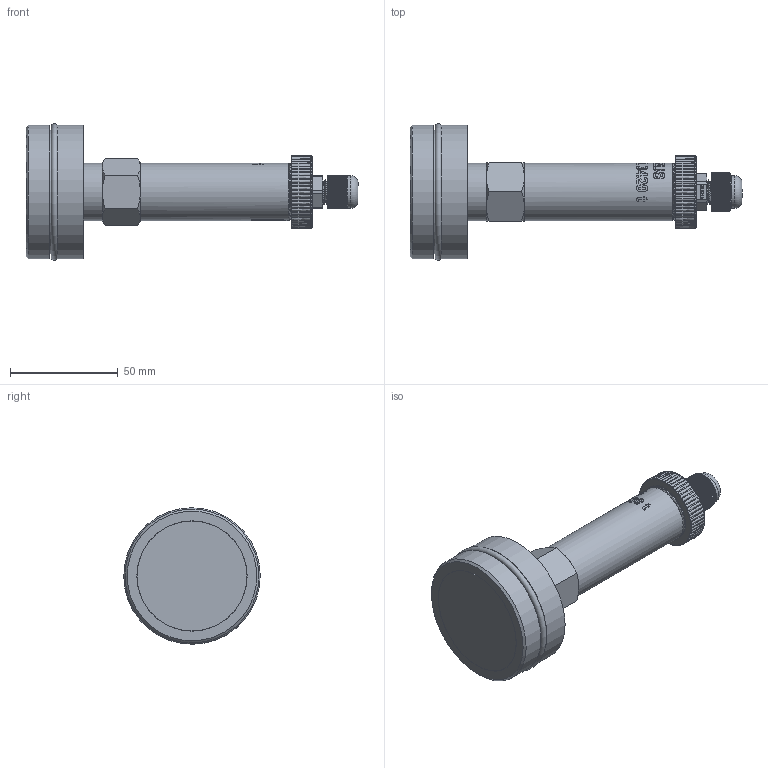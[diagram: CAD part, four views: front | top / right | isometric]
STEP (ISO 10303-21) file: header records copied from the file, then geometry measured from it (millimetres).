
FILE_DESCRIPTION(/* description */ (''),/* implementation_level */ '2;1');
FILE_NAME(/* name */ 'APZ3420t_G51_CableGland.step',/* time_stamp */ '2021-07-12T11:56:36+03:00',/* author */ (''),/* organization */ (''),/* preprocessor_version */ 'ST-DEVELOPER v18.1',/* originating_system */ 'Autodesk Translation Framework v10.9.0.1377',/* authorisation */ '');
FILE_SCHEMA (('AUTOMOTIVE_DESIGN { 1 0 10303 214 3 1 1 }'));
Products named in the file (8): АПЗ 3420 t -filled; OMAL nut M27x1.5 v8; M12x1.5 Cable gland v4; Cable gland; Rubber gasket; M12 Domed nut; Ш100.000.001 v4; G51
Assembly tree (7 placements, depth 3):
  АПЗ 3420 t -filled
    OMAL nut M27x1.5 v8
    M12x1.5 Cable gland v4
      Cable gland
      Rubber gasket
      M12 Domed nut
    Ш100.000.001 v4
    G51
Bounding box: 153.73 x 63.2 x 63.2 mm (x, y, z)
Volume: 141734.3 mm3; surface area: 39570.3 mm2
Topology: 8 solids, 8 shells, 2785 faces, 8142 edges, 5426 vertices
Faces by surface type: plane 1500, cylinder 825, bspline 421, cone 30, torus 8, sphere 1
Full cylindrical faces by diameter (mm): 1 x6, 3.1 x1, 4 x1, 6.779 x15, 7.5 x1, 8 x1, 8.17 x3, 9.976 x5, 10 x6, 10.376 x4, 10.526 x3, 11.6 x4, 12 x5, 12.203 x3, 12.6 x1, 15 x1, 17 x1, 21.4 x2, 22.3 x1, 22.5 x1, 24.5 x1, 25.132 x4, 25.526 x4, 26.5 x5, 27.208 x5, 47.7 x2, 50.9 x3, 51.1 x1, 57.4 x1, 62 x2
Entity records: 119420 total; most frequent: CARTESIAN_POINT 49006, ORIENTED_EDGE 16278, DIRECTION 12608, EDGE_CURVE 8139, VERTEX_POINT 5426, LINE 4364, VECTOR 4364, AXIS2_PLACEMENT_3D 4122
